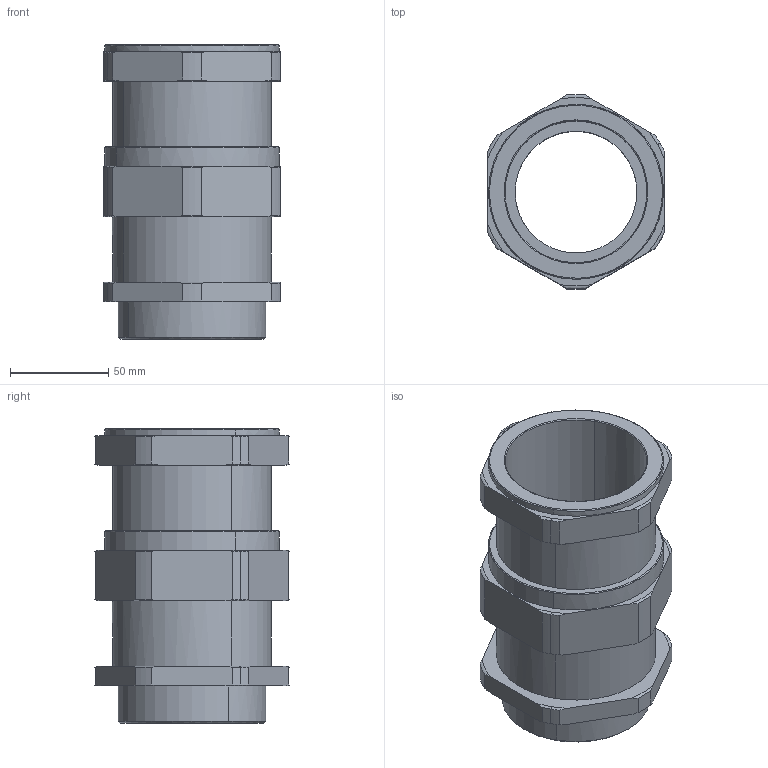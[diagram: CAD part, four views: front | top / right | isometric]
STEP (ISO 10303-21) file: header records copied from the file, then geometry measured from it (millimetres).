
FILE_DESCRIPTION(('CATIA V5 STEP Exchange','CAx-IF Rec.Pracs.--- Model Styling and Organization---1.2---2011-12-15'),'2;1');
FILE_NAME ('D1448254_0_1076230000_1076230000.stp','2018-01-24T10:31:24+00:00',('none'),('Weidmueller'),'CATIA Version 5-6 Release 2014','CATIA V5 STEP AP214','none');
FILE_SCHEMA(('AUTOMOTIVE_DESIGN { 1 0 10303 214 1 1 1 1 }'));
Length unit declared in the file: millimetre
Products named in the file (1): 1076230000_KDSU_M75_BN_O_SC_2_G75S
Bounding box: 90 x 98.95 x 150 mm (x, y, z)
Volume: 316829.3 mm3; surface area: 87108.1 mm2
Topology: 1 solids, 1 shells, 124 faces, 320 edges, 206 vertices
Faces by surface type: torus 56, cylinder 38, plane 28, cone 2
Entity records: 4481 total; most frequent: CARTESIAN_POINT 1665, ORIENTED_EDGE 640, DIRECTION 455, EDGE_CURVE 320, AXIS2_PLACEMENT_3D 238, VERTEX_POINT 206, EDGE_LOOP 134, ADVANCED_FACE 124
